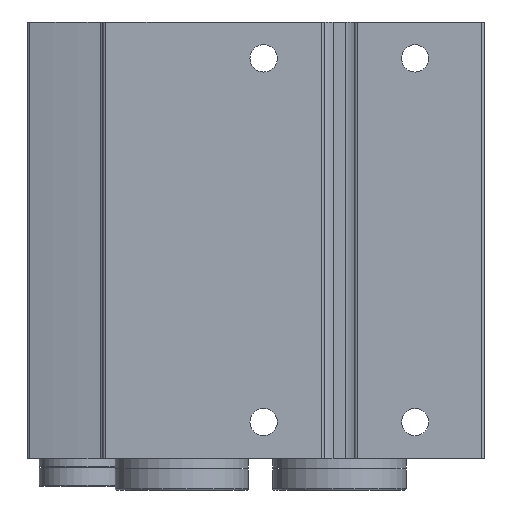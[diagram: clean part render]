
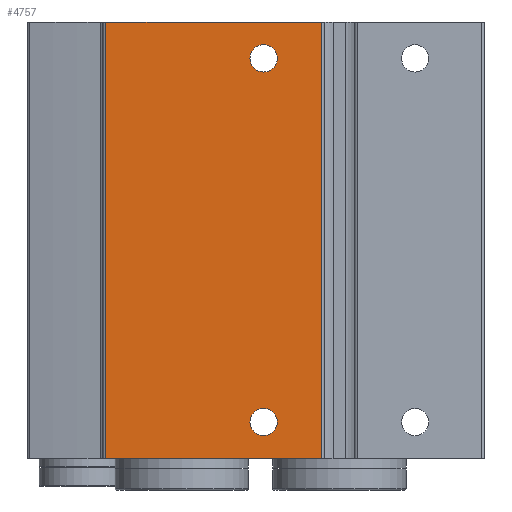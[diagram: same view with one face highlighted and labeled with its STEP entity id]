
A CAD part, front view. The second image highlights one B-rep face of the part: STEP entity #4757.
In plain terms, the highlighted planar face has unit normal (0, -1, 0).
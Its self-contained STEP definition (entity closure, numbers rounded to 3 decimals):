
#147=PLANE('',#5162);
#323=CIRCLE('',#5163,2.25);
#324=CIRCLE('',#5164,2.25);
#635=ORIENTED_EDGE('',*,*,#1897,.F.);
#636=ORIENTED_EDGE('',*,*,#1898,.F.);
#637=ORIENTED_EDGE('',*,*,#1899,.F.);
#638=ORIENTED_EDGE('',*,*,#1896,.F.);
#639=ORIENTED_EDGE('',*,*,#1900,.T.);
#640=ORIENTED_EDGE('',*,*,#1901,.T.);
#1896=EDGE_CURVE('',#2524,#2523,#2985,.T.);
#1897=EDGE_CURVE('',#2525,#2525,#323,.T.);
#1898=EDGE_CURVE('',#2526,#2526,#324,.T.);
#1899=EDGE_CURVE('',#2523,#2527,#2986,.T.);
#1900=EDGE_CURVE('',#2524,#2528,#2987,.T.);
#1901=EDGE_CURVE('',#2528,#2527,#2988,.T.);
#2523=VERTEX_POINT('',#7405);
#2524=VERTEX_POINT('',#7407);
#2525=VERTEX_POINT('',#7411);
#2526=VERTEX_POINT('',#7413);
#2527=VERTEX_POINT('',#7415);
#2528=VERTEX_POINT('',#7417);
#2985=LINE('',#7408,#3335);
#2986=LINE('',#7414,#3336);
#2987=LINE('',#7416,#3337);
#2988=LINE('',#7418,#3338);
#3335=VECTOR('',#5793,1000.);
#3336=VECTOR('',#5800,1000.);
#3337=VECTOR('',#5801,1000.);
#3338=VECTOR('',#5802,1000.);
#3689=EDGE_LOOP('',(#635));
#3690=EDGE_LOOP('',(#636));
#3691=EDGE_LOOP('',(#637,#638,#639,#640));
#4175=FACE_BOUND('',#3689,.T.);
#4176=FACE_BOUND('',#3690,.T.);
#4177=FACE_BOUND('',#3691,.T.);
#4757=ADVANCED_FACE('',(#4175,#4176,#4177),#147,.T.);
#5162=AXIS2_PLACEMENT_3D('',#7409,#5794,#5795);
#5163=AXIS2_PLACEMENT_3D('',#7410,#5796,#5797);
#5164=AXIS2_PLACEMENT_3D('',#7412,#5798,#5799);
#5793=DIRECTION('',(0.,0.,1.));
#5794=DIRECTION('',(0.,-1.,0.));
#5795=DIRECTION('',(0.,0.,-1.));
#5796=DIRECTION('',(0.,-1.,0.));
#5797=DIRECTION('',(0.,0.,-1.));
#5798=DIRECTION('',(0.,-1.,0.));
#5799=DIRECTION('',(0.,0.,-1.));
#5800=DIRECTION('',(1.,0.,0.));
#5801=DIRECTION('',(1.,0.,0.));
#5802=DIRECTION('',(0.,0.,1.));
#7405=CARTESIAN_POINT('',(-38.5,0.,0.));
#7407=CARTESIAN_POINT('',(-38.5,0.,-72.));
#7408=CARTESIAN_POINT('',(-38.5,0.,-72.));
#7409=CARTESIAN_POINT('',(-38.5,0.,-72.));
#7410=CARTESIAN_POINT('',(-12.5,0.,-66.));
#7411=CARTESIAN_POINT('',(-12.5,0.,-68.25));
#7412=CARTESIAN_POINT('',(-12.5,0.,-6.));
#7413=CARTESIAN_POINT('',(-12.5,0.,-8.25));
#7414=CARTESIAN_POINT('',(-38.5,0.,0.));
#7415=CARTESIAN_POINT('',(-3.,0.,0.));
#7416=CARTESIAN_POINT('',(-38.5,0.,-72.));
#7417=CARTESIAN_POINT('',(-3.,0.,-72.));
#7418=CARTESIAN_POINT('',(-3.,0.,-72.));
